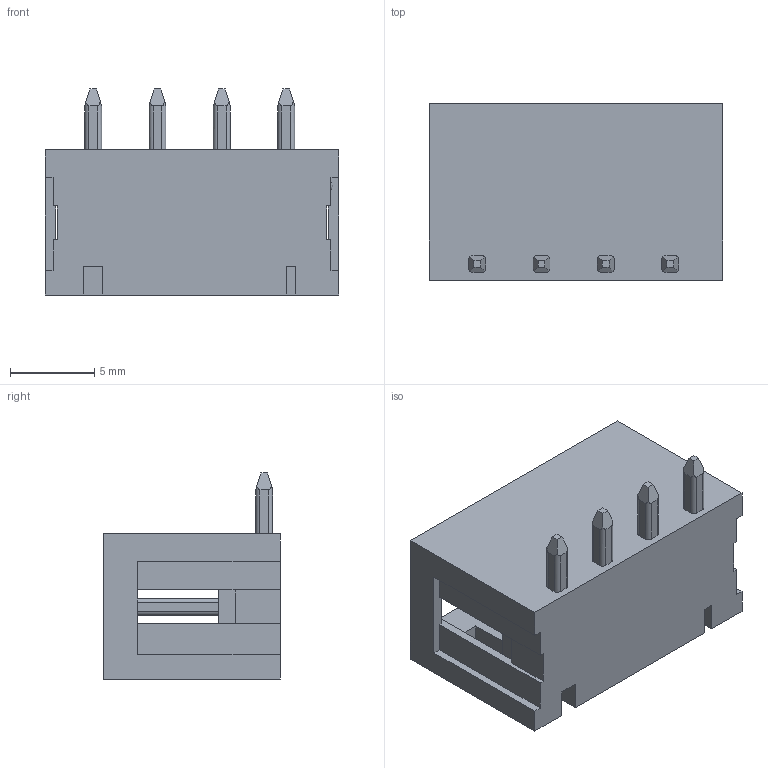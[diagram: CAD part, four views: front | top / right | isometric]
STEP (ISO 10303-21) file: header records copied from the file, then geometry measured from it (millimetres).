
FILE_DESCRIPTION(/* description */ ('Unknown'),/* implementation_level */ '2;1');
FILE_NAME(/* name */ 'ME730-38104',/* time_stamp */ '2023-08-04T14:23:14+08:00',/* author */ ('Unknown'),/* organization */ ('Unknown'),/* preprocessor_version */ 'ST-DEVELOPER v16.7',/* originating_system */ 'DEX',/* authorisation */ $);
FILE_SCHEMA (('AUTOMOTIVE_DESIGN {1 0 10303 214 3 1 1}'));
Length unit declared in the file: millimetre
Products named in the file (1): ME730-381
Bounding box: 17.36 x 10.45 x 12.2 mm (x, y, z)
Volume: 948.3 mm3; surface area: 1336.4 mm2
Topology: 1 solids, 5 shells, 190 faces, 530 edges, 352 vertices
Faces by surface type: plane 157, cylinder 32, sphere 1
Entity records: 6097 total; most frequent: CARTESIAN_POINT 1073, ORIENTED_EDGE 1060, DIRECTION 1009, EDGE_CURVE 530, LINE 433, VECTOR 433, VERTEX_POINT 352, AXIS2_PLACEMENT_3D 288
